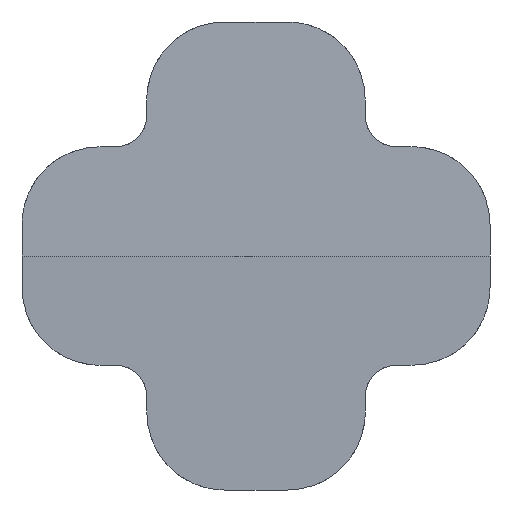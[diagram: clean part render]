
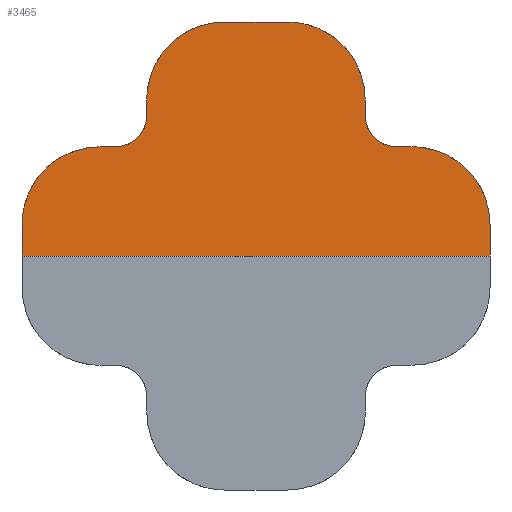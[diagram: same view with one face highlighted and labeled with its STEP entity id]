
A CAD part, left-side view. The second image highlights one B-rep face of the part: STEP entity #3465.
In plain terms, the highlighted planar face has unit normal (-1, 0, 0.026).
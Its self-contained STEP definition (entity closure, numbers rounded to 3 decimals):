
#635=CARTESIAN_POINT('',(-1.817,-9.,7.));
#636=CARTESIAN_POINT('',(-1.817,-8.667,7.));
#637=CARTESIAN_POINT('',(-1.813,-8.145,7.145));
#638=CARTESIAN_POINT('',(-1.802,-7.556,7.556));
#639=CARTESIAN_POINT('',(-1.787,-7.145,8.145));
#640=CARTESIAN_POINT('',(-1.773,-7.,8.667));
#641=CARTESIAN_POINT('',(-1.764,-7.,9.));
#654=DIRECTION('',(-0.026,0.,-1.));
#655=VECTOR('',#654,1.);
#656=CARTESIAN_POINT('',(-1.738,-7.,10.));
#657=LINE('',#656,#655);
#661=DIRECTION('',(0.,1.,0.));
#662=VECTOR('',#661,1.);
#663=CARTESIAN_POINT('',(-1.817,-10.,7.));
#664=LINE('',#663,#662);
#668=CARTESIAN_POINT('',(-1.948,-15.,2.));
#669=CARTESIAN_POINT('',(-1.937,-15.,2.417));
#670=CARTESIAN_POINT('',(-1.917,-14.902,3.151));
#671=CARTESIAN_POINT('',(-1.885,-14.472,4.388));
#672=CARTESIAN_POINT('',(-1.853,-13.606,5.606));
#673=CARTESIAN_POINT('',(-1.831,-12.388,6.471));
#674=CARTESIAN_POINT('',(-1.819,-11.152,6.901));
#675=CARTESIAN_POINT('',(-1.817,-10.417,7.));
#676=CARTESIAN_POINT('',(-1.817,-10.,7.));
#681=DIRECTION('',(0.026,0.,1.));
#682=VECTOR('',#681,2.001);
#683=CARTESIAN_POINT('',(-2.,-15.,0.));
#684=LINE('',#683,#682);
#688=DIRECTION('',(0.,-1.,0.));
#689=VECTOR('',#688,30.);
#690=CARTESIAN_POINT('',(-2.,15.,0.));
#691=LINE('',#690,#689);
#695=DIRECTION('',(-0.026,0.,-1.));
#696=VECTOR('',#695,2.001);
#697=CARTESIAN_POINT('',(-1.948,15.,2.));
#698=LINE('',#697,#696);
#702=CARTESIAN_POINT('',(-1.817,10.,7.));
#703=CARTESIAN_POINT('',(-1.817,10.417,7.));
#704=CARTESIAN_POINT('',(-1.819,11.152,6.901));
#705=CARTESIAN_POINT('',(-1.831,12.388,6.471));
#706=CARTESIAN_POINT('',(-1.853,13.606,5.606));
#707=CARTESIAN_POINT('',(-1.885,14.472,4.388));
#708=CARTESIAN_POINT('',(-1.917,14.902,3.151));
#709=CARTESIAN_POINT('',(-1.937,15.,2.417));
#710=CARTESIAN_POINT('',(-1.948,15.,2.));
#715=DIRECTION('',(0.,-1.,0.));
#716=VECTOR('',#715,1.);
#717=CARTESIAN_POINT('',(-1.817,10.,7.));
#718=LINE('',#717,#716);
#722=DIRECTION('',(-0.026,0.,-1.));
#723=VECTOR('',#722,1.);
#724=CARTESIAN_POINT('',(-1.738,7.,10.));
#725=LINE('',#724,#723);
#729=CARTESIAN_POINT('',(-1.607,2.,15.));
#730=CARTESIAN_POINT('',(-1.607,2.417,15.));
#731=CARTESIAN_POINT('',(-1.61,3.152,14.901));
#732=CARTESIAN_POINT('',(-1.621,4.388,14.471));
#733=CARTESIAN_POINT('',(-1.644,5.606,13.606));
#734=CARTESIAN_POINT('',(-1.676,6.472,12.388));
#735=CARTESIAN_POINT('',(-1.708,6.902,11.151));
#736=CARTESIAN_POINT('',(-1.727,7.,10.417));
#737=CARTESIAN_POINT('',(-1.738,7.,10.));
#742=DIRECTION('',(0.,1.,0.));
#743=VECTOR('',#742,4.);
#744=CARTESIAN_POINT('',(-1.607,-2.,15.));
#745=LINE('',#744,#743);
#749=CARTESIAN_POINT('',(-1.738,-7.,10.));
#750=CARTESIAN_POINT('',(-1.727,-7.,10.417));
#751=CARTESIAN_POINT('',(-1.708,-6.902,11.151));
#752=CARTESIAN_POINT('',(-1.676,-6.472,12.388));
#753=CARTESIAN_POINT('',(-1.644,-5.606,13.606));
#754=CARTESIAN_POINT('',(-1.621,-4.388,14.471));
#755=CARTESIAN_POINT('',(-1.61,-3.152,14.901));
#756=CARTESIAN_POINT('',(-1.607,-2.417,15.));
#757=CARTESIAN_POINT('',(-1.607,-2.,15.));
#804=CARTESIAN_POINT('',(-1.764,7.,9.));
#805=CARTESIAN_POINT('',(-1.773,7.,8.667));
#806=CARTESIAN_POINT('',(-1.787,7.145,8.145));
#807=CARTESIAN_POINT('',(-1.802,7.556,7.556));
#808=CARTESIAN_POINT('',(-1.813,8.145,7.145));
#809=CARTESIAN_POINT('',(-1.817,8.667,7.));
#810=CARTESIAN_POINT('',(-1.817,9.,7.));
#2267=CARTESIAN_POINT('',(-2.,15.,0.));
#2268=CARTESIAN_POINT('',(-2.,-15.,0.));
#2269=VERTEX_POINT('',#2267);
#2270=VERTEX_POINT('',#2268);
#2426=CARTESIAN_POINT('',(-1.817,10.,7.));
#2427=VERTEX_POINT('',#2426);
#2428=VERTEX_POINT('',#710);
#2436=VERTEX_POINT('',#668);
#2437=VERTEX_POINT('',#676);
#2446=CARTESIAN_POINT('',(-1.738,-7.,10.));
#2447=VERTEX_POINT('',#2446);
#2448=VERTEX_POINT('',#757);
#2449=VERTEX_POINT('',#729);
#2450=VERTEX_POINT('',#737);
#2455=CARTESIAN_POINT('',(-1.764,7.,9.));
#2457=VERTEX_POINT('',#2455);
#2459=CARTESIAN_POINT('',(-1.817,9.,7.));
#2461=VERTEX_POINT('',#2459);
#2463=CARTESIAN_POINT('',(-1.817,-9.,7.));
#2465=VERTEX_POINT('',#2463);
#2467=CARTESIAN_POINT('',(-1.764,-7.,9.));
#2469=VERTEX_POINT('',#2467);
#3432=CARTESIAN_POINT('',(-2.,15.,0.));
#3433=DIRECTION('',(-1.,0.,0.026));
#3434=DIRECTION('',(0.,-1.,0.));
#3435=AXIS2_PLACEMENT_3D('',#3432,#3433,#3434);
#3436=PLANE('',#3435);
#3438=ORIENTED_EDGE('',*,*,#3437,.T.);
#3439=ORIENTED_EDGE('',*,*,#3424,.F.);
#3440=ORIENTED_EDGE('',*,*,#3413,.F.);
#3442=ORIENTED_EDGE('',*,*,#3441,.F.);
#3444=ORIENTED_EDGE('',*,*,#3443,.F.);
#3446=ORIENTED_EDGE('',*,*,#3445,.F.);
#3448=ORIENTED_EDGE('',*,*,#3447,.F.);
#3450=ORIENTED_EDGE('',*,*,#3449,.F.);
#3452=ORIENTED_EDGE('',*,*,#3451,.T.);
#3454=ORIENTED_EDGE('',*,*,#3453,.F.);
#3456=ORIENTED_EDGE('',*,*,#3455,.F.);
#3458=ORIENTED_EDGE('',*,*,#3457,.F.);
#3460=ORIENTED_EDGE('',*,*,#3459,.F.);
#3462=ORIENTED_EDGE('',*,*,#3461,.F.);
#3463=EDGE_LOOP('',(#3438,#3439,#3440,#3442,#3444,#3446,#3448,#3450,#3452,#3454,
#3456,#3458,#3460,#3462));
#3464=FACE_OUTER_BOUND('',#3463,.F.);
#3465=ADVANCED_FACE('',(#3464),#3436,.T.);
#642=B_SPLINE_CURVE_WITH_KNOTS('',3,(#635,#636,#637,#638,#639,#640,#641),
.UNSPECIFIED.,.F.,.F.,(4,1,1,1,4),(0.,0.25,0.5,0.75,1.),
.UNSPECIFIED.);
#677=B_SPLINE_CURVE_WITH_KNOTS('',3,(#668,#669,#670,#671,#672,#673,#674,#675,
#676),.UNSPECIFIED.,.F.,.F.,(4,1,1,1,1,1,4),(0.,0.125,0.25,0.5,0.75,
0.875,1.),.UNSPECIFIED.);
#711=B_SPLINE_CURVE_WITH_KNOTS('',3,(#702,#703,#704,#705,#706,#707,#708,#709,
#710),.UNSPECIFIED.,.F.,.F.,(4,1,1,1,1,1,4),(0.,0.125,0.25,0.5,0.75,
0.875,1.),.UNSPECIFIED.);
#738=B_SPLINE_CURVE_WITH_KNOTS('',3,(#729,#730,#731,#732,#733,#734,#735,#736,
#737),.UNSPECIFIED.,.F.,.F.,(4,1,1,1,1,1,4),(0.,0.125,0.25,0.5,0.75,
0.875,1.),.UNSPECIFIED.);
#758=B_SPLINE_CURVE_WITH_KNOTS('',3,(#749,#750,#751,#752,#753,#754,#755,#756,
#757),.UNSPECIFIED.,.F.,.F.,(4,1,1,1,1,1,4),(0.,0.125,0.25,0.5,0.75,
0.875,1.),.UNSPECIFIED.);
#811=B_SPLINE_CURVE_WITH_KNOTS('',3,(#804,#805,#806,#807,#808,#809,#810),
.UNSPECIFIED.,.F.,.F.,(4,1,1,1,4),(0.,0.25,0.5,0.75,1.),
.UNSPECIFIED.);
#3413=EDGE_CURVE('',#2437,#2465,#664,.T.);
#3424=EDGE_CURVE('',#2465,#2469,#642,.T.);
#3437=EDGE_CURVE('',#2447,#2469,#657,.T.);
#3441=EDGE_CURVE('',#2436,#2437,#677,.T.);
#3443=EDGE_CURVE('',#2270,#2436,#684,.T.);
#3445=EDGE_CURVE('',#2269,#2270,#691,.T.);
#3447=EDGE_CURVE('',#2428,#2269,#698,.T.);
#3449=EDGE_CURVE('',#2427,#2428,#711,.T.);
#3451=EDGE_CURVE('',#2427,#2461,#718,.T.);
#3453=EDGE_CURVE('',#2457,#2461,#811,.T.);
#3455=EDGE_CURVE('',#2450,#2457,#725,.T.);
#3457=EDGE_CURVE('',#2449,#2450,#738,.T.);
#3459=EDGE_CURVE('',#2448,#2449,#745,.T.);
#3461=EDGE_CURVE('',#2447,#2448,#758,.T.);
